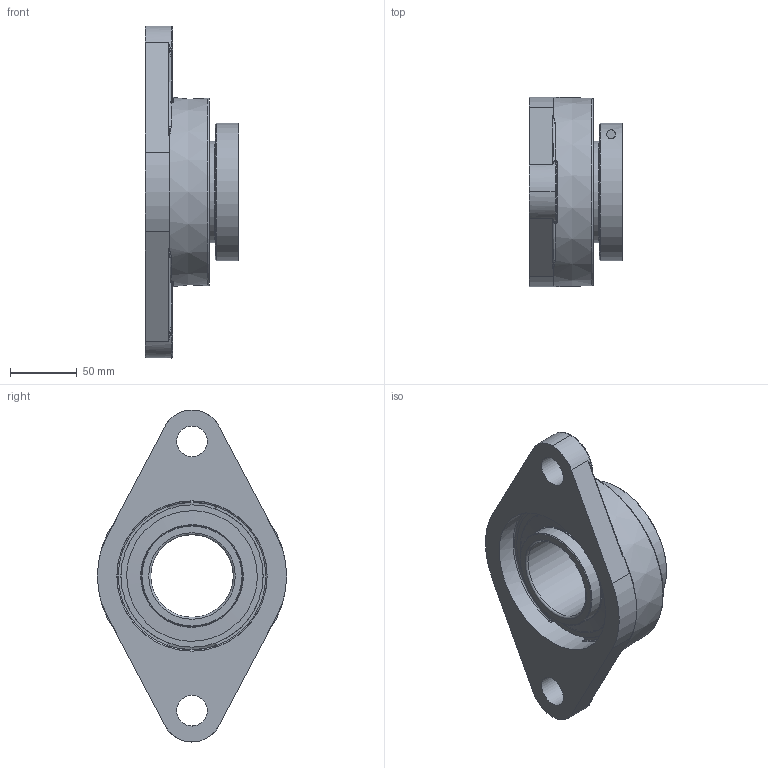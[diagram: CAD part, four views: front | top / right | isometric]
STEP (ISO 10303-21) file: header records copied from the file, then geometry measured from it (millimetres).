
FILE_DESCRIPTION(('HOOPS Exchange Step'),'2;1');
FILE_NAME('export-F763E212-44D9-4201-80FA-FEB8555572B5.stp','2020-05-28T09:19:54-07:00',('dkerr'),('Alibre'),'HOOPS Exchange 2020.0','Alibre','Unknown authorisation');
FILE_SCHEMA( ('AP242_MANAGED_MODEL_BASED_3D_ENGINEERING_MIM_LF {1 0 10303 442 1 1 4 }') );
Length unit declared in the file: inch
Products named in the file (8): MRN SFLM L4L 212; MRN SUE 212-39 L4L (2.4375) (Race); MRN SUE 212 L4L (Ball); MRN SUE 212 L4L (Shield); MRN SUE 212 L4L (Lock Ring); MRN SUE 212 L4L (Bolt); MRN SUE 212-39 L4L (2.4375); MRN SUESFLM 212-39 L4L (2.4375inch)
Assembly tree (8 placements, depth 3):
  MRN SUESFLM 212-39 L4L (2.4375inch)
    MRN SFLM L4L 212
    MRN SUE 212-39 L4L (2.4375)
      MRN SUE 212-39 L4L (2.4375) (Race)
      MRN SUE 212 L4L (Ball)
      MRN SUE 212 L4L (Shield)  x2
      MRN SUE 212 L4L (Lock Ring)
      MRN SUE 212 L4L (Bolt)
Bounding box: 70.2 x 142 x 249 mm (x, y, z)
Volume: 638126.3 mm3; surface area: 164838.7 mm2
Topology: 17 solids, 17 shells, 245 faces, 659 edges, 423 vertices
Faces by surface type: plane 75, cylinder 67, torus 35, cone 31, sphere 21, bspline 16
Full cylindrical faces by diameter (mm): 6.647 x2, 8.4 x1, 13 x1, 23 x2, 61.912 x1, 76 x4, 77.016 x2, 96 x2, 98 x2, 110.635 x1, 112.635 x1, 120.1 x1
Entity records: 17160 total; most frequent: CARTESIAN_POINT 11104, DIRECTION 1265, ORIENTED_EDGE 1218, EDGE_CURVE 609, AXIS2_PLACEMENT_3D 532, VERTEX_POINT 409, CIRCLE 286, EDGE_LOOP 260
